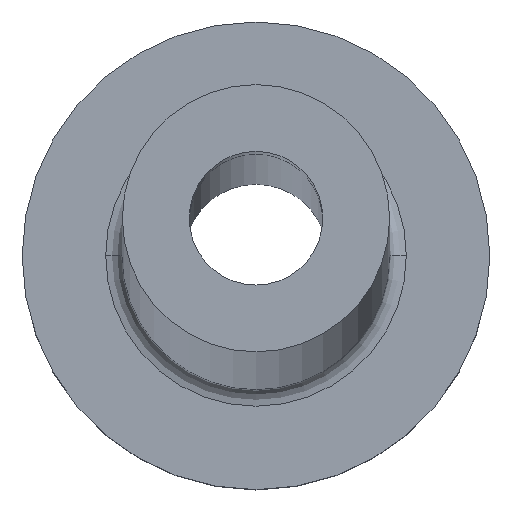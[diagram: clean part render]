
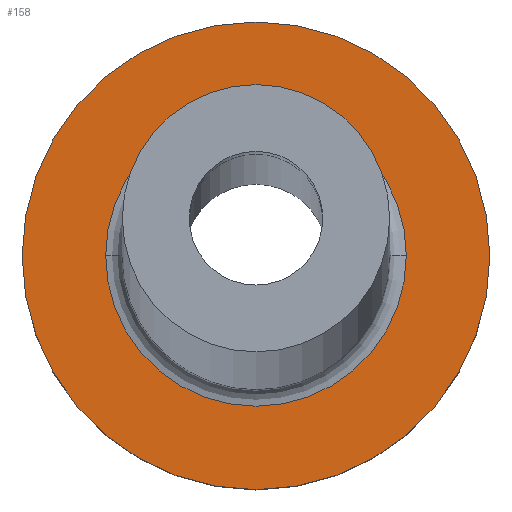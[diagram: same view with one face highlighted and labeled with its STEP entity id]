
A CAD part, top view. The second image highlights one B-rep face of the part: STEP entity #158.
In plain terms, the highlighted planar face has unit normal (0, 0, 1).
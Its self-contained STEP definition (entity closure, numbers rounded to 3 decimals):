
#2 = DIRECTION ( 'NONE',  ( 0., 0., 1. ) ) ;
#20 = ORIENTED_EDGE ( 'NONE', *, *, #276, .T. ) ;
#29 = CIRCLE ( 'NONE', #291, 7. ) ;
#35 = VERTEX_POINT ( 'NONE', #188 ) ;
#51 = EDGE_CURVE ( 'NONE', #174, #435, #29, .T. ) ;
#52 = DIRECTION ( 'NONE',  ( 0., 0., 1. ) ) ;
#60 = ORIENTED_EDGE ( 'NONE', *, *, #51, .T. ) ;
#73 = CARTESIAN_POINT ( 'NONE',  ( -4.5, 0., 5. ) ) ;
#76 = DIRECTION ( 'NONE',  ( 0., 0., -1. ) ) ;
#84 = CIRCLE ( 'NONE', #370, 4.5 ) ;
#91 = CARTESIAN_POINT ( 'NONE',  ( 0., 0., 5. ) ) ;
#100 = ORIENTED_EDGE ( 'NONE', *, *, #288, .T. ) ;
#107 = DIRECTION ( 'NONE',  ( 1., 0., 0. ) ) ;
#118 = EDGE_CURVE ( 'NONE', #293, #35, #391, .T. ) ;
#120 = CIRCLE ( 'NONE', #426, 7. ) ;
#134 = DIRECTION ( 'NONE',  ( 1., 0., 0. ) ) ;
#158 = ADVANCED_FACE ( 'NONE', ( #302, #218 ), #413, .T. ) ;
#168 = DIRECTION ( 'NONE',  ( 1., 0., 0. ) ) ;
#171 = DIRECTION ( 'NONE',  ( 1., 0., 0. ) ) ;
#174 = VERTEX_POINT ( 'NONE', #265 ) ;
#188 = CARTESIAN_POINT ( 'NONE',  ( 4.5, 0., 5. ) ) ;
#191 = DIRECTION ( 'NONE',  ( 0., 0., 1. ) ) ;
#218 = FACE_OUTER_BOUND ( 'NONE', #319, .T. ) ;
#227 = CARTESIAN_POINT ( 'NONE',  ( 0., 0., 5. ) ) ;
#229 = CARTESIAN_POINT ( 'NONE',  ( -7., 0., 5. ) ) ;
#239 = DIRECTION ( 'NONE',  ( 0., 0., -1. ) ) ;
#251 = CARTESIAN_POINT ( 'NONE',  ( 0., 0., 5. ) ) ;
#260 = DIRECTION ( 'NONE',  ( 1., 0., 0. ) ) ;
#265 = CARTESIAN_POINT ( 'NONE',  ( 7., 0., 5. ) ) ;
#269 = AXIS2_PLACEMENT_3D ( 'NONE', #227, #191, #260 ) ;
#276 = EDGE_CURVE ( 'NONE', #35, #293, #84, .T. ) ;
#280 = CARTESIAN_POINT ( 'NONE',  ( 0., 0., 5. ) ) ;
#288 = EDGE_CURVE ( 'NONE', #435, #174, #120, .T. ) ;
#291 = AXIS2_PLACEMENT_3D ( 'NONE', #91, #52, #134 ) ;
#293 = VERTEX_POINT ( 'NONE', #73 ) ;
#302 = FACE_BOUND ( 'NONE', #437, .T. ) ;
#319 = EDGE_LOOP ( 'NONE', ( #100, #60 ) ) ;
#327 = CARTESIAN_POINT ( 'NONE',  ( 0., 0., 5. ) ) ;
#336 = ORIENTED_EDGE ( 'NONE', *, *, #118, .T. ) ;
#370 = AXIS2_PLACEMENT_3D ( 'NONE', #251, #76, #168 ) ;
#391 = CIRCLE ( 'NONE', #423, 4.5 ) ;
#413 = PLANE ( 'NONE',  #269 ) ;
#423 = AXIS2_PLACEMENT_3D ( 'NONE', #280, #239, #171 ) ;
#426 = AXIS2_PLACEMENT_3D ( 'NONE', #327, #2, #107 ) ;
#435 = VERTEX_POINT ( 'NONE', #229 ) ;
#437 = EDGE_LOOP ( 'NONE', ( #20, #336 ) ) ;
